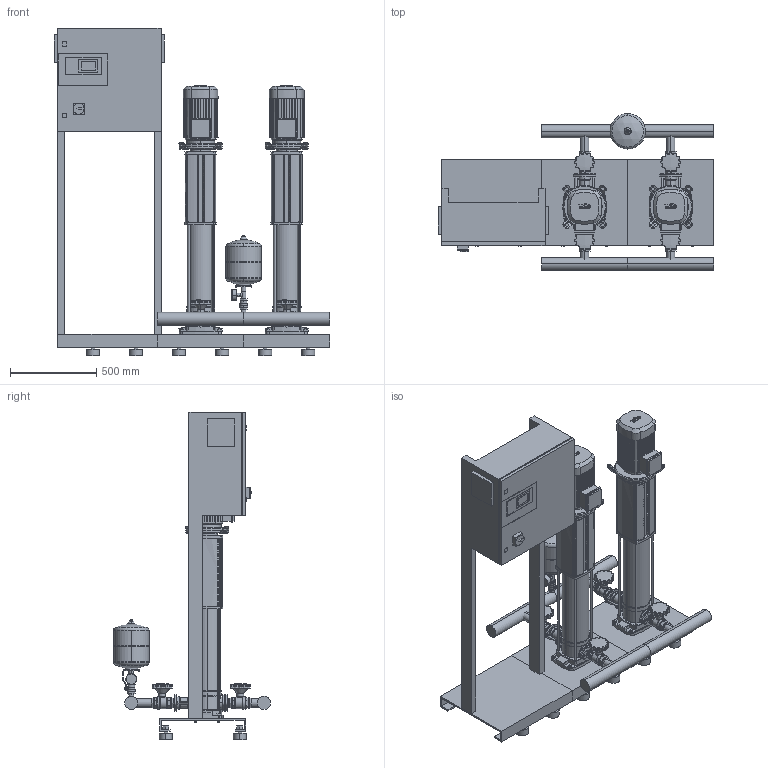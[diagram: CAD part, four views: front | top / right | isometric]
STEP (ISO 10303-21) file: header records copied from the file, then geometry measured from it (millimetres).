
FILE_DESCRIPTION((''),'2;1');
FILE_NAME('3d_CO-2HELIXV1610_K_CC-01-2532205.stp','2016-01-25T10:04:37',(''),(''),'Mechanical Desktop 2009','Mechanical Desktop 2009',', , ');
FILE_SCHEMA(('CONFIG_CONTROL_DESIGN'));
Length unit declared in the file: millimetre
Products named in the file (1): Product
Bounding box: 1600 x 911.05 x 1905 mm (x, y, z)
Volume: 199737811.9 mm3; surface area: 10619605.9 mm2
Topology: 109 solids, 109 shells, 4205 faces, 11071 edges, 7267 vertices
Faces by surface type: plane 1966, bspline 1049, cylinder 936, cone 176, torus 64, sphere 14
Entity records: 137562 total; most frequent: CARTESIAN_POINT 33371, ORIENTED_EDGE 22126, DIRECTION 20067, EDGE_CURVE 11063, VECTOR 7489, LINE 7489, VERTEX_POINT 7262, AXIS2_PLACEMENT_3D 6289
